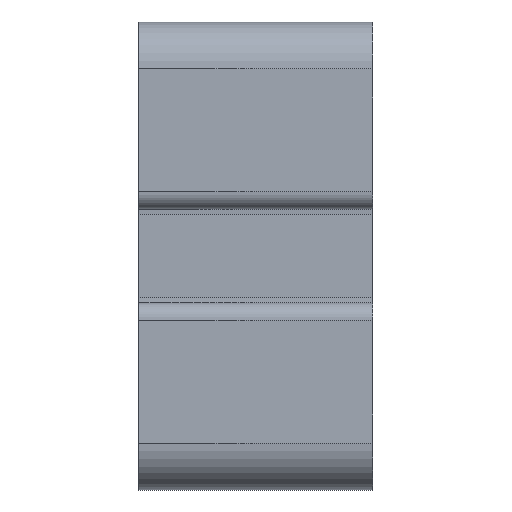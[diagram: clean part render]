
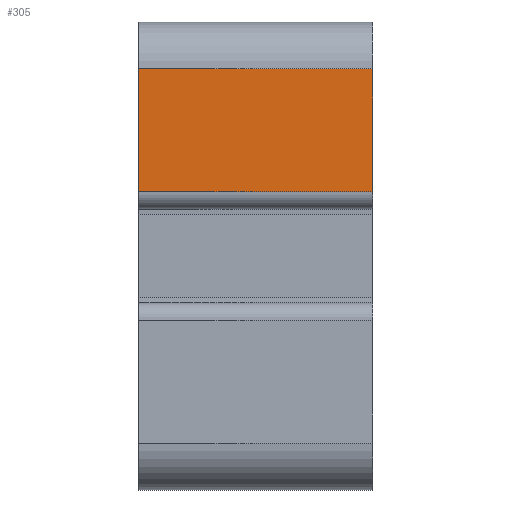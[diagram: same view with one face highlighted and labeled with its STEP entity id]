
A CAD part, left-side view. The second image highlights one B-rep face of the part: STEP entity #305.
In plain terms, the highlighted planar face has unit normal (-1, 0, 0).
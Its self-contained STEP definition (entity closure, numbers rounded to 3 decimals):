
#305=ADVANCED_FACE('',(#702),#703,.T.);
#702=FACE_OUTER_BOUND('',#1188,.T.);
#703=PLANE('',#1189);
#1188=EDGE_LOOP('',(#2123,#2124,#2125,#2126));
#1189=AXIS2_PLACEMENT_3D('',#2127,#2128,#2129);
#2123=ORIENTED_EDGE('',*,*,#3168,.T.);
#2124=ORIENTED_EDGE('',*,*,#3365,.T.);
#2125=ORIENTED_EDGE('',*,*,#3366,.F.);
#2126=ORIENTED_EDGE('',*,*,#3271,.T.);
#2127=CARTESIAN_POINT('',(-20.0,10.0,0.0));
#2128=DIRECTION('',(-1.0,0.0,0.0));
#2129=DIRECTION('',(0.0,0.0,-1.0));
#3168=EDGE_CURVE('',#3861,#3858,#3862,.T.);
#3271=EDGE_CURVE('',#4014,#3861,#4015,.T.);
#3365=EDGE_CURVE('',#3858,#4200,#4201,.T.);
#3366=EDGE_CURVE('',#4014,#4200,#4202,.T.);
#3858=VERTEX_POINT('',#4853);
#3861=VERTEX_POINT('',#4856);
#3862=LINE('',#4857,#4858);
#4014=VERTEX_POINT('',#5061);
#4015=LINE('',#5062,#5063);
#4200=VERTEX_POINT('',#5294);
#4201=LINE('',#5295,#5296);
#4202=LINE('',#5297,#5298);
#4853=CARTESIAN_POINT('',(-20.0,-10.0,5.5));
#4856=CARTESIAN_POINT('',(-20.,10.0,5.5));
#4857=CARTESIAN_POINT('',(-20.,11.0,5.5));
#4858=VECTOR('',#5989,1.0);
#5061=CARTESIAN_POINT('',(-20.0,10.0,16.0));
#5062=CARTESIAN_POINT('',(-20.0,10.0,16.0));
#5063=VECTOR('',#6116,1.0);
#5294=CARTESIAN_POINT('',(-20.0,-10.0,16.0));
#5295=CARTESIAN_POINT('',(-20.0,-10.0,16.0));
#5296=VECTOR('',#6301,1.0);
#5297=CARTESIAN_POINT('',(-20.0,10.0,16.0));
#5298=VECTOR('',#6302,1.0);
#5989=DIRECTION('',(0.0,-1.0,0.0));
#6116=DIRECTION('',(0.0,0.0,-1.0));
#6301=DIRECTION('',(0.0,0.0,1.0));
#6302=DIRECTION('',(0.0,-1.0,0.0));
